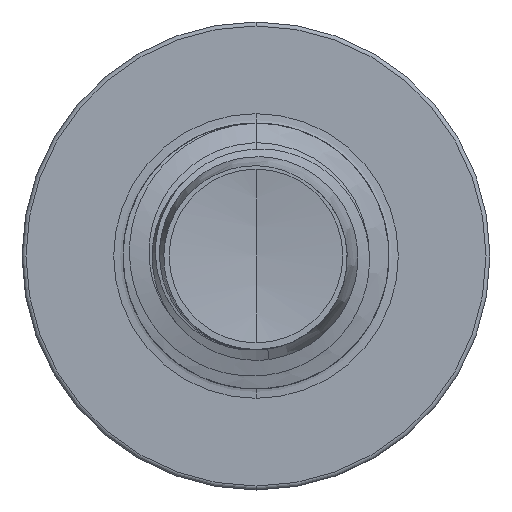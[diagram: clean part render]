
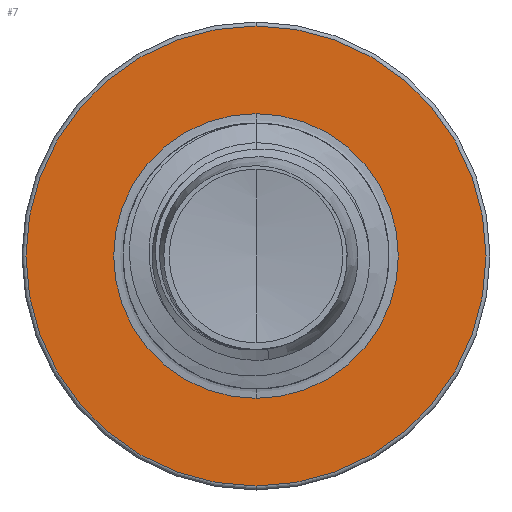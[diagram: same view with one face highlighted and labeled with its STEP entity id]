
A CAD part, front view. The second image highlights one B-rep face of the part: STEP entity #7.
In plain terms, the highlighted planar face has unit normal (0, -1, 0).
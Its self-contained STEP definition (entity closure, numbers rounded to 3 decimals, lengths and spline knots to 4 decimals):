
#7 = ADVANCED_FACE ( 'NONE', ( #26236, #49083 ), #37172, .F. ) ;
#6091 = AXIS2_PLACEMENT_3D ( 'NONE', #23881, #55900, #28563 ) ;
#7289 = AXIS2_PLACEMENT_3D ( 'NONE', #22527, #54586, #27206 ) ;
#7569 = CARTESIAN_POINT ( 'NONE',  ( 0., 30., 2.6768 ) ) ;
#7794 = CIRCLE ( 'NONE', #6091, 4.325 ) ;
#8583 = AXIS2_PLACEMENT_3D ( 'NONE', #36738, #8856, #41379 ) ;
#8856 = DIRECTION ( 'NONE',  ( 0., 1., 0. ) ) ;
#9503 = ORIENTED_EDGE ( 'NONE', *, *, #29552, .F. ) ;
#11578 = EDGE_LOOP ( 'NONE', ( #23471, #60010 ) ) ;
#12040 = CARTESIAN_POINT ( 'NONE',  ( 0., 30., -2.6768 ) ) ;
#14407 = CARTESIAN_POINT ( 'NONE',  ( 0., 30., 4.325 ) ) ;
#15182 = CARTESIAN_POINT ( 'NONE',  ( 0., 30., -2.6768 ) ) ;
#19052 = VERTEX_POINT ( 'NONE', #7569 ) ;
#20615 = CARTESIAN_POINT ( 'NONE',  ( 0., 30., -4.325 ) ) ;
#22054 = AXIS2_PLACEMENT_3D ( 'NONE', #12040, #57889, #37437 ) ;
#22527 = CARTESIAN_POINT ( 'NONE',  ( 0., 30., 0. ) ) ;
#23471 = ORIENTED_EDGE ( 'NONE', *, *, #39212, .T. ) ;
#23881 = CARTESIAN_POINT ( 'NONE',  ( 0., 30., 0. ) ) ;
#25125 = DIRECTION ( 'NONE',  ( 0., 1., 0. ) ) ;
#26236 = FACE_OUTER_BOUND ( 'NONE', #49312, .T. ) ;
#27206 = DIRECTION ( 'NONE',  ( 0., 0., 1. ) ) ;
#28563 = DIRECTION ( 'NONE',  ( 0., 0., 1. ) ) ;
#29552 = EDGE_CURVE ( 'NONE', #45941, #37184, #54087, .T. ) ;
#31377 = EDGE_CURVE ( 'NONE', #40095, #19052, #51922, .T. ) ;
#32536 = EDGE_CURVE ( 'NONE', #37184, #45941, #7794, .T. ) ;
#32864 = ORIENTED_EDGE ( 'NONE', *, *, #32536, .F. ) ;
#36738 = CARTESIAN_POINT ( 'NONE',  ( 0., 30., 0. ) ) ;
#37172 = PLANE ( 'NONE',  #22054 ) ;
#37184 = VERTEX_POINT ( 'NONE', #14407 ) ;
#37437 = DIRECTION ( 'NONE',  ( 0., 0., 1. ) ) ;
#39212 = EDGE_CURVE ( 'NONE', #19052, #40095, #44727, .T. ) ;
#40095 = VERTEX_POINT ( 'NONE', #15182 ) ;
#41370 = AXIS2_PLACEMENT_3D ( 'NONE', #52526, #25125, #57103 ) ;
#41379 = DIRECTION ( 'NONE',  ( 0., 0., 1. ) ) ;
#44727 = CIRCLE ( 'NONE', #41370, 2.6768 ) ;
#45941 = VERTEX_POINT ( 'NONE', #20615 ) ;
#49083 = FACE_BOUND ( 'NONE', #11578, .T. ) ;
#49312 = EDGE_LOOP ( 'NONE', ( #32864, #9503 ) ) ;
#51922 = CIRCLE ( 'NONE', #7289, 2.6768 ) ;
#52526 = CARTESIAN_POINT ( 'NONE',  ( 0., 30., 0. ) ) ;
#54087 = CIRCLE ( 'NONE', #8583, 4.325 ) ;
#54586 = DIRECTION ( 'NONE',  ( 0., 1., 0. ) ) ;
#55900 = DIRECTION ( 'NONE',  ( 0., 1., 0. ) ) ;
#57103 = DIRECTION ( 'NONE',  ( 0., 0., 1. ) ) ;
#57889 = DIRECTION ( 'NONE',  ( 0., 1., 0. ) ) ;
#60010 = ORIENTED_EDGE ( 'NONE', *, *, #31377, .T. ) ;
